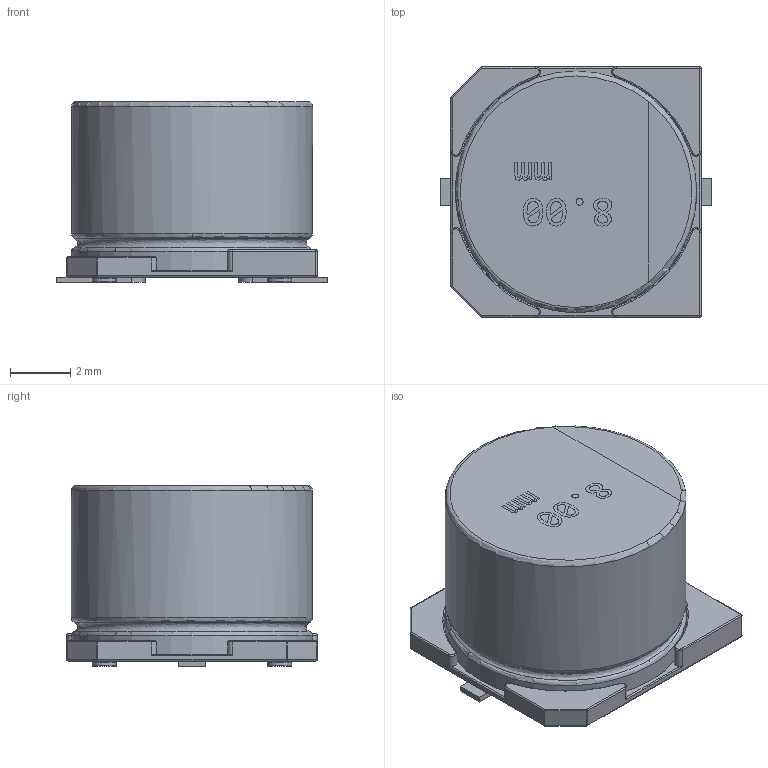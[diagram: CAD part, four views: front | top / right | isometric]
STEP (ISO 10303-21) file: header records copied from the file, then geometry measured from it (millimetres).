
FILE_DESCRIPTION(/* description */ (''),/* implementation_level */ '2;1');
FILE_NAME(/* name */ 'CAP SMT ALPOLY D8.00 H6.00 S8.30.step',/* time_stamp */ '2020-11-17T22:41:44+02:00',/* author */ (''),/* organization */ (''),/* preprocessor_version */ 'ST-DEVELOPER v18.1',/* originating_system */ 'Autodesk Translation Framework v9.3.0.1241',/* authorisation */ '');
FILE_SCHEMA (('AUTOMOTIVE_DESIGN { 1 0 10303 214 3 1 1 }'));
Length unit declared in the file: millimetre
Products named in the file (1): Model - SMT CAP POLY
Bounding box: 9 x 8.3 x 6 mm (x, y, z)
Volume: 304.6 mm3; surface area: 312.4 mm2
Topology: 1 solids, 1 shells, 123 faces, 470 edges, 366 vertices
Faces by surface type: cylinder 46, plane 40, torus 22, sphere 12, bspline 3
Full cylindrical faces by diameter (mm): 0.8 x4, 8 x2
Entity records: 5859 total; most frequent: CARTESIAN_POINT 1978, ORIENTED_EDGE 940, DIRECTION 631, EDGE_CURVE 470, VERTEX_POINT 366, AXIS2_PLACEMENT_3D 251, B_SPLINE_CURVE_WITH_KNOTS 211, EDGE_LOOP 140
